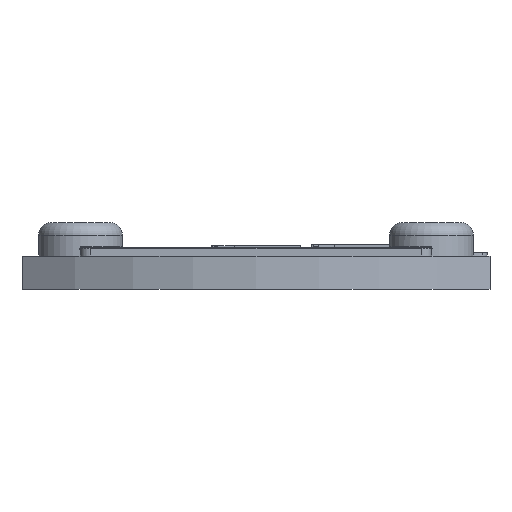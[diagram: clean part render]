
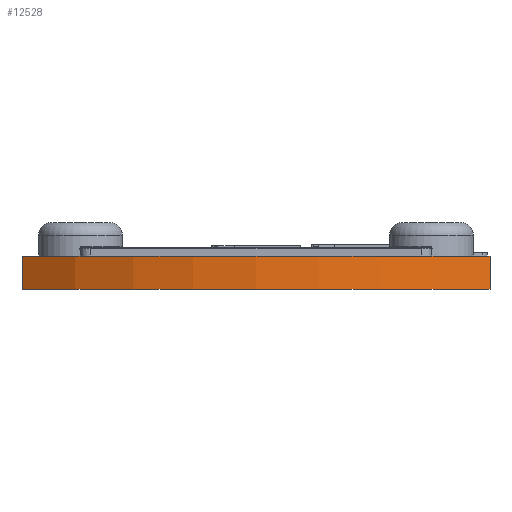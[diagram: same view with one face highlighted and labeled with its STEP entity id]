
A CAD part, left-side view. The second image highlights one B-rep face of the part: STEP entity #12528.
In plain terms, the highlighted cylindrical face has radius 23.25 mm (diameter 46.5 mm), a partial arc.
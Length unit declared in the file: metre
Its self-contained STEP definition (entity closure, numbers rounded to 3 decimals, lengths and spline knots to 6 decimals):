
#251=CYLINDRICAL_SURFACE('',#13397,0.02325);
#1198=LINE('',#19095,#2392);
#1199=LINE('',#19099,#2393);
#2392=VECTOR('',#15064,1.);
#2393=VECTOR('',#15069,1.);
#3873=ORIENTED_EDGE('',*,*,#7700,.T.);
#3874=ORIENTED_EDGE('',*,*,#7701,.F.);
#3875=ORIENTED_EDGE('',*,*,#7038,.F.);
#3876=ORIENTED_EDGE('',*,*,#7699,.T.);
#7038=EDGE_CURVE('',#8980,#8981,#10234,.T.);
#7699=EDGE_CURVE('',#8980,#9577,#1198,.T.);
#7700=EDGE_CURVE('',#9577,#9578,#10363,.T.);
#7701=EDGE_CURVE('',#8981,#9578,#1199,.T.);
#8980=VERTEX_POINT('',#17584);
#8981=VERTEX_POINT('',#17586);
#9577=VERTEX_POINT('',#19094);
#9578=VERTEX_POINT('',#19098);
#10234=CIRCLE('',#13222,0.02325);
#10363=CIRCLE('',#13398,0.02325);
#10706=EDGE_LOOP('',(#3873,#3874,#3875,#3876));
#11469=FACE_BOUND('',#10706,.T.);
#12528=ADVANCED_FACE('',(#11469),#251,.T.);
#13222=AXIS2_PLACEMENT_3D('',#17585,#14281,#14282);
#13397=AXIS2_PLACEMENT_3D('',#19096,#15065,#15066);
#13398=AXIS2_PLACEMENT_3D('',#19097,#15067,#15068);
#14281=DIRECTION('',(0.,0.,1.));
#14282=DIRECTION('',(1.,0.,0.));
#15064=DIRECTION('',(0.,0.,-1.));
#15065=DIRECTION('',(0.,0.,-1.));
#15066=DIRECTION('',(-1.,0.,0.));
#15067=DIRECTION('',(0.,0.,1.));
#15068=DIRECTION('',(1.,0.,0.));
#15069=DIRECTION('',(0.,0.,-1.));
#17584=CARTESIAN_POINT('',(-0.018562,0.014,0.002));
#17585=CARTESIAN_POINT('',(0.,0.,0.002));
#17586=CARTESIAN_POINT('',(-0.018562,-0.014,0.002));
#19094=CARTESIAN_POINT('',(-0.018562,0.014,0.));
#19095=CARTESIAN_POINT('',(-0.018562,0.014,0.002));
#19096=CARTESIAN_POINT('',(0.,0.,0.002));
#19097=CARTESIAN_POINT('',(0.,0.,0.));
#19098=CARTESIAN_POINT('',(-0.018562,-0.014,0.));
#19099=CARTESIAN_POINT('',(-0.018562,-0.014,0.002));
